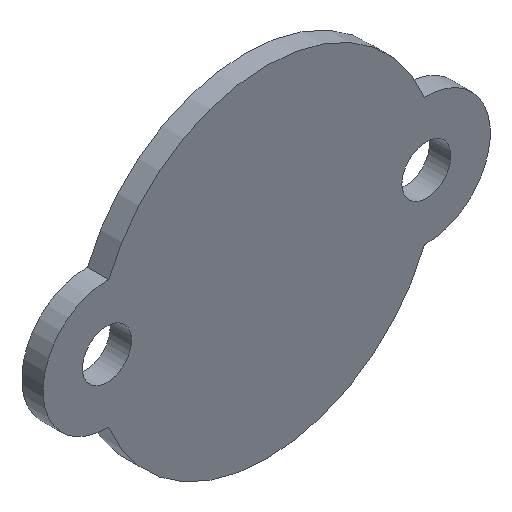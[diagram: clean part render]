
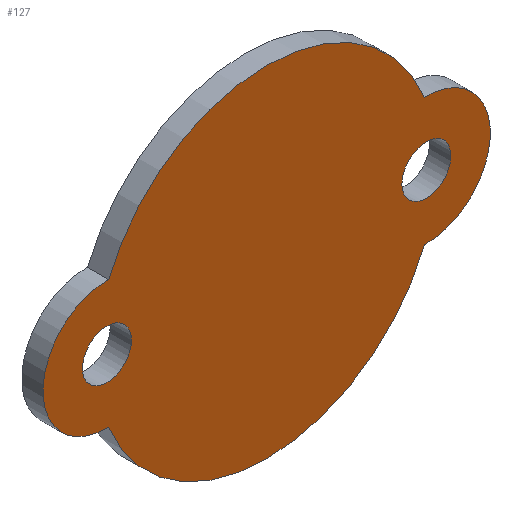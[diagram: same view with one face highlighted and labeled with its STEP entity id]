
A CAD part, isometric view. The second image highlights one B-rep face of the part: STEP entity #127.
In plain terms, the highlighted planar face has unit normal (0, -1, 0).
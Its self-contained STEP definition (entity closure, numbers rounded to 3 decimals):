
#1 = DIRECTION ( 'NONE',  ( 0., 1., 0. ) ) ;
#6 = CARTESIAN_POINT ( 'NONE',  ( -7.417, 0., 2.999 ) ) ;
#10 = ORIENTED_EDGE ( 'NONE', *, *, #269, .F. ) ;
#21 = FACE_BOUND ( 'NONE', #210, .T. ) ;
#24 = CARTESIAN_POINT ( 'NONE',  ( -7.5, 0., 1.15 ) ) ;
#31 = AXIS2_PLACEMENT_3D ( 'NONE', #178, #1, #205 ) ;
#37 = EDGE_LOOP ( 'NONE', ( #284, #93, #65, #10 ) ) ;
#52 = AXIS2_PLACEMENT_3D ( 'NONE', #293, #202, #83 ) ;
#65 = ORIENTED_EDGE ( 'NONE', *, *, #137, .F. ) ;
#81 = DIRECTION ( 'NONE',  ( 0., 1., 0. ) ) ;
#82 = CIRCLE ( 'NONE', #52, 8. ) ;
#83 = DIRECTION ( 'NONE',  ( 0., 0., 1. ) ) ;
#84 = DIRECTION ( 'NONE',  ( 0., 0., 1. ) ) ;
#86 = AXIS2_PLACEMENT_3D ( 'NONE', #264, #126, #242 ) ;
#93 = ORIENTED_EDGE ( 'NONE', *, *, #267, .F. ) ;
#103 = EDGE_CURVE ( 'NONE', #304, #253, #156, .T. ) ;
#104 = CARTESIAN_POINT ( 'NONE',  ( 0., 0., 0. ) ) ;
#105 = CARTESIAN_POINT ( 'NONE',  ( -7.5, 0., 0. ) ) ;
#108 = CARTESIAN_POINT ( 'NONE',  ( 7.5, 0., 1.15 ) ) ;
#110 = DIRECTION ( 'NONE',  ( 0., 1., 0. ) ) ;
#120 = ORIENTED_EDGE ( 'NONE', *, *, #236, .T. ) ;
#126 = DIRECTION ( 'NONE',  ( 0., 1., 0. ) ) ;
#127 = ADVANCED_FACE ( 'NONE', ( #312, #21, #169 ), #263, .F. ) ;
#129 = CIRCLE ( 'NONE', #166, 1.15 ) ;
#132 = VERTEX_POINT ( 'NONE', #108 ) ;
#137 = EDGE_CURVE ( 'NONE', #260, #298, #196, .T. ) ;
#145 = AXIS2_PLACEMENT_3D ( 'NONE', #105, #247, #199 ) ;
#148 = DIRECTION ( 'NONE',  ( 0., 1., 0. ) ) ;
#154 = DIRECTION ( 'NONE',  ( 0., 0., 1. ) ) ;
#156 = CIRCLE ( 'NONE', #145, 3. ) ;
#166 = AXIS2_PLACEMENT_3D ( 'NONE', #291, #110, #154 ) ;
#169 = FACE_BOUND ( 'NONE', #282, .T. ) ;
#178 = CARTESIAN_POINT ( 'NONE',  ( 0., 0., 0. ) ) ;
#196 = CIRCLE ( 'NONE', #86, 3. ) ;
#199 = DIRECTION ( 'NONE',  ( 0., 0., 1. ) ) ;
#200 = CARTESIAN_POINT ( 'NONE',  ( 7.417, 0., 2.999 ) ) ;
#202 = DIRECTION ( 'NONE',  ( 0., 1., 0. ) ) ;
#205 = DIRECTION ( 'NONE',  ( 0., 0., 1. ) ) ;
#210 = EDGE_LOOP ( 'NONE', ( #120 ) ) ;
#223 = AXIS2_PLACEMENT_3D ( 'NONE', #272, #81, #84 ) ;
#226 = VERTEX_POINT ( 'NONE', #24 ) ;
#229 = CIRCLE ( 'NONE', #223, 1.15 ) ;
#236 = EDGE_CURVE ( 'NONE', #226, #226, #129, .T. ) ;
#242 = DIRECTION ( 'NONE',  ( 0., 0., 1. ) ) ;
#247 = DIRECTION ( 'NONE',  ( 0., 1., 0. ) ) ;
#251 = CARTESIAN_POINT ( 'NONE',  ( -7.417, 0., -2.999 ) ) ;
#253 = VERTEX_POINT ( 'NONE', #6 ) ;
#260 = VERTEX_POINT ( 'NONE', #200 ) ;
#263 = PLANE ( 'NONE',  #311 ) ;
#264 = CARTESIAN_POINT ( 'NONE',  ( 7.5, 0., 0. ) ) ;
#267 = EDGE_CURVE ( 'NONE', #298, #304, #283, .T. ) ;
#269 = EDGE_CURVE ( 'NONE', #253, #260, #82, .T. ) ;
#272 = CARTESIAN_POINT ( 'NONE',  ( 7.5, 0., 0. ) ) ;
#282 = EDGE_LOOP ( 'NONE', ( #302 ) ) ;
#283 = CIRCLE ( 'NONE', #31, 8. ) ;
#284 = ORIENTED_EDGE ( 'NONE', *, *, #103, .F. ) ;
#287 = EDGE_CURVE ( 'NONE', #132, #132, #229, .T. ) ;
#290 = CARTESIAN_POINT ( 'NONE',  ( 7.417, 0., -2.999 ) ) ;
#291 = CARTESIAN_POINT ( 'NONE',  ( -7.5, 0., 0. ) ) ;
#293 = CARTESIAN_POINT ( 'NONE',  ( 0., 0., 0. ) ) ;
#298 = VERTEX_POINT ( 'NONE', #290 ) ;
#302 = ORIENTED_EDGE ( 'NONE', *, *, #287, .T. ) ;
#304 = VERTEX_POINT ( 'NONE', #251 ) ;
#307 = DIRECTION ( 'NONE',  ( 0., 0., 1. ) ) ;
#311 = AXIS2_PLACEMENT_3D ( 'NONE', #104, #148, #307 ) ;
#312 = FACE_OUTER_BOUND ( 'NONE', #37, .T. ) ;
